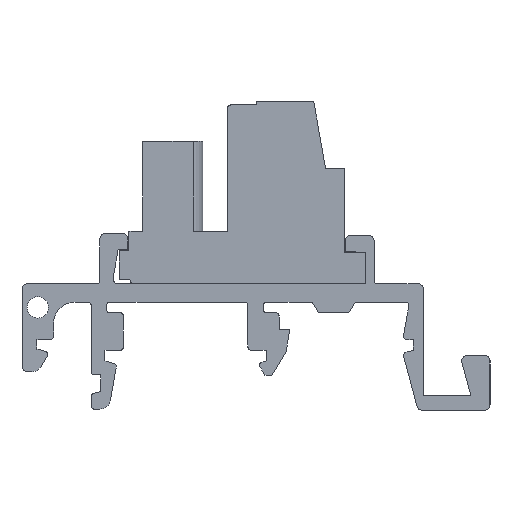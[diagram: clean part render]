
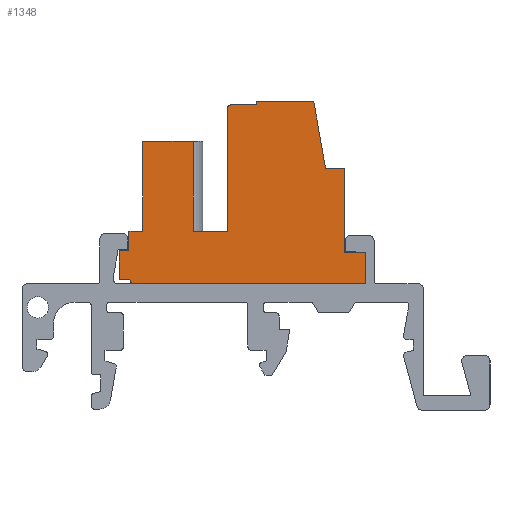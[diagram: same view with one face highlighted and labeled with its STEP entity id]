
A CAD part, left-side view. The second image highlights one B-rep face of the part: STEP entity #1348.
In plain terms, the highlighted planar face has unit normal (-1, 0, 0).
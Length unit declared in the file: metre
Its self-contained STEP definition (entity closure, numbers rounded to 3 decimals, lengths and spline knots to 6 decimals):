
#1348=ADVANCED_FACE('',(#3118),#3119,.F.);
#3118=FACE_OUTER_BOUND('',#5307,.T.);
#3119=PLANE('',#5308);
#5307=EDGE_LOOP('',(#9436,#9437,#9438,#9439,#9440,#9441,#9442,#9443,#9444,#9445,#9446,#9447,#9448,#9449,#9450,#9451,#9452,#9453,#9454,#9455,#9456));
#5308=AXIS2_PLACEMENT_3D('',#9457,#9458,#9459);
#9436=ORIENTED_EDGE('',*,*,#13799,.F.);
#9437=ORIENTED_EDGE('',*,*,#14344,.T.);
#9438=ORIENTED_EDGE('',*,*,#14345,.T.);
#9439=ORIENTED_EDGE('',*,*,#14346,.F.);
#9440=ORIENTED_EDGE('',*,*,#13150,.T.);
#9441=ORIENTED_EDGE('',*,*,#14341,.T.);
#9442=ORIENTED_EDGE('',*,*,#13364,.F.);
#9443=ORIENTED_EDGE('',*,*,#12775,.F.);
#9444=ORIENTED_EDGE('',*,*,#14347,.F.);
#9445=ORIENTED_EDGE('',*,*,#14348,.T.);
#9446=ORIENTED_EDGE('',*,*,#14349,.F.);
#9447=ORIENTED_EDGE('',*,*,#14223,.F.);
#9448=ORIENTED_EDGE('',*,*,#14350,.F.);
#9449=ORIENTED_EDGE('',*,*,#14351,.F.);
#9450=ORIENTED_EDGE('',*,*,#14325,.T.);
#9451=ORIENTED_EDGE('',*,*,#14338,.F.);
#9452=ORIENTED_EDGE('',*,*,#14203,.F.);
#9453=ORIENTED_EDGE('',*,*,#14352,.T.);
#9454=ORIENTED_EDGE('',*,*,#14353,.F.);
#9455=ORIENTED_EDGE('',*,*,#14354,.T.);
#9456=ORIENTED_EDGE('',*,*,#13311,.T.);
#9457=CARTESIAN_POINT('',(0.032709,0.18105,0.089516));
#9458=DIRECTION('',(1.0,0.,0.));
#9459=DIRECTION('',(0.,1.0,0.0));
#12775=EDGE_CURVE('',#15235,#15237,#15238,.T.);
#13150=EDGE_CURVE('',#15896,#15897,#15898,.T.);
#13311=EDGE_CURVE('',#16168,#16172,#16174,.T.);
#13364=EDGE_CURVE('',#15237,#16260,#16261,.T.);
#13799=EDGE_CURVE('',#16968,#16172,#16970,.T.);
#14203=EDGE_CURVE('',#17577,#17579,#17580,.T.);
#14223=EDGE_CURVE('',#17607,#17602,#17609,.T.);
#14325=EDGE_CURVE('',#17766,#17764,#17767,.T.);
#14338=EDGE_CURVE('',#17579,#17764,#17784,.T.);
#14341=EDGE_CURVE('',#15897,#16260,#17787,.T.);
#14344=EDGE_CURVE('',#16968,#17790,#17791,.T.);
#14345=EDGE_CURVE('',#17790,#17792,#17793,.T.);
#14346=EDGE_CURVE('',#15896,#17792,#17794,.T.);
#14347=EDGE_CURVE('',#17795,#15235,#17796,.T.);
#14348=EDGE_CURVE('',#17795,#17797,#17798,.T.);
#14349=EDGE_CURVE('',#17602,#17797,#17799,.T.);
#14350=EDGE_CURVE('',#17800,#17607,#17801,.T.);
#14351=EDGE_CURVE('',#17766,#17800,#17802,.T.);
#14352=EDGE_CURVE('',#17577,#17803,#17804,.T.);
#14353=EDGE_CURVE('',#17805,#17803,#17806,.T.);
#14354=EDGE_CURVE('',#17805,#16168,#17807,.T.);
#15235=VERTEX_POINT('',#18871);
#15237=VERTEX_POINT('',#18874);
#15238=LINE('',#18875,#18876);
#15896=VERTEX_POINT('',#19799);
#15897=VERTEX_POINT('',#19800);
#15898=LINE('',#19801,#19802);
#16168=VERTEX_POINT('',#20197);
#16172=VERTEX_POINT('',#20203);
#16174=LINE('',#20206,#20207);
#16260=VERTEX_POINT('',#20327);
#16261=LINE('',#20328,#20329);
#16968=VERTEX_POINT('',#21316);
#16970=CIRCLE('',#21319,0.0004);
#17577=VERTEX_POINT('',#22171);
#17579=VERTEX_POINT('',#22174);
#17580=LINE('',#22175,#22176);
#17602=VERTEX_POINT('',#22210);
#17607=VERTEX_POINT('',#22217);
#17609=LINE('',#22220,#22221);
#17764=VERTEX_POINT('',#22435);
#17766=VERTEX_POINT('',#22438);
#17767=LINE('',#22439,#22440);
#17784=LINE('',#22461,#22462);
#17787=LINE('',#22466,#22467);
#17790=VERTEX_POINT('',#22470);
#17791=LINE('',#22471,#22472);
#17792=VERTEX_POINT('',#22473);
#17793=LINE('',#22474,#22475);
#17794=LINE('',#22476,#22477);
#17795=VERTEX_POINT('',#22478);
#17796=LINE('',#22479,#22480);
#17797=VERTEX_POINT('',#22481);
#17798=LINE('',#22482,#22483);
#17799=CIRCLE('',#22484,0.0003);
#17800=VERTEX_POINT('',#22485);
#17801=LINE('',#22486,#22487);
#17802=LINE('',#22488,#22489);
#17803=VERTEX_POINT('',#22490);
#17804=LINE('',#22491,#22492);
#17805=VERTEX_POINT('',#22493);
#17806=LINE('',#22494,#22495);
#17807=LINE('',#22496,#22497);
#18871=CARTESIAN_POINT('',(0.032709,0.1701,0.104516));
#18874=CARTESIAN_POINT('',(0.032709,0.164784,0.104516));
#18875=CARTESIAN_POINT('',(0.032709,0.16195,0.104516));
#18876=VECTOR('',#23957,1.0);
#19799=CARTESIAN_POINT('',(0.032709,0.16195,0.090416));
#19800=CARTESIAN_POINT('',(0.032709,0.16195,0.098266));
#19801=CARTESIAN_POINT('',(0.032709,0.16195,0.089516));
#19802=VECTOR('',#24325,1.0);
#20197=CARTESIAN_POINT('',(0.032709,0.18295,0.087916));
#20203=CARTESIAN_POINT('',(0.032709,0.18195,0.087916));
#20206=CARTESIAN_POINT('',(0.032709,0.18105,0.087916));
#20207=VECTOR('',#24477,1.0);
#20327=CARTESIAN_POINT('',(0.032709,0.163682,0.098266));
#20328=CARTESIAN_POINT('',(0.032709,0.164699,0.104032));
#20329=VECTOR('',#24539,1.0);
#21316=CARTESIAN_POINT('',(0.032709,0.18155,0.087516));
#21319=AXIS2_PLACEMENT_3D('',#25015,#25016,#25017);
#22171=CARTESIAN_POINT('',(0.032709,0.18205,0.092416));
#22174=CARTESIAN_POINT('',(0.032709,0.18075,0.092416));
#22175=CARTESIAN_POINT('',(0.032709,0.17495,0.092416));
#22176=VECTOR('',#25528,1.0);
#22210=CARTESIAN_POINT('',(0.032709,0.17285,0.103916));
#22217=CARTESIAN_POINT('',(0.032709,0.17285,0.092416));
#22220=CARTESIAN_POINT('',(0.032709,0.17285,0.089516));
#22221=VECTOR('',#25544,1.0);
#22435=CARTESIAN_POINT('',(0.032709,0.18075,0.100816));
#22438=CARTESIAN_POINT('',(0.032709,0.17605,0.100816));
#22439=CARTESIAN_POINT('',(0.032709,0.18085,0.100816));
#22440=VECTOR('',#25653,1.0);
#22461=CARTESIAN_POINT('',(0.032709,0.18075,0.089516));
#22462=VECTOR('',#25670,1.0);
#22466=CARTESIAN_POINT('',(0.032709,0.16195,0.098266));
#22467=VECTOR('',#25672,1.0);
#22470=CARTESIAN_POINT('',(0.032709,0.15995,0.087516));
#22471=CARTESIAN_POINT('',(0.032709,0.18195,0.087516));
#22472=VECTOR('',#25676,1.0);
#22473=CARTESIAN_POINT('',(0.032709,0.15995,0.090416));
#22474=CARTESIAN_POINT('',(0.032709,0.15995,0.087616));
#22475=VECTOR('',#25677,1.0);
#22476=CARTESIAN_POINT('',(0.032709,0.18105,0.090416));
#22477=VECTOR('',#25678,1.0);
#22478=CARTESIAN_POINT('',(0.032709,0.1701,0.104216));
#22479=CARTESIAN_POINT('',(0.032709,0.1701,0.104215));
#22480=VECTOR('',#25679,1.0);
#22481=CARTESIAN_POINT('',(0.032709,0.17255,0.104216));
#22482=CARTESIAN_POINT('',(0.032709,0.16195,0.104216));
#22483=VECTOR('',#25680,1.0);
#22484=AXIS2_PLACEMENT_3D('',#25681,#25682,#25683);
#22485=CARTESIAN_POINT('',(0.032709,0.17605,0.092416));
#22486=CARTESIAN_POINT('',(0.032709,0.17495,0.092416));
#22487=VECTOR('',#25684,1.0);
#22488=CARTESIAN_POINT('',(0.032709,0.17605,0.089516));
#22489=VECTOR('',#25685,1.0);
#22490=CARTESIAN_POINT('',(0.032709,0.18205,0.090616));
#22491=CARTESIAN_POINT('',(0.032709,0.18205,0.090616));
#22492=VECTOR('',#25686,1.0);
#22493=CARTESIAN_POINT('',(0.032709,0.18295,0.090616));
#22494=CARTESIAN_POINT('',(0.032709,0.18195,0.090616));
#22495=VECTOR('',#25687,1.0);
#22496=CARTESIAN_POINT('',(0.032709,0.18295,0.104416));
#22497=VECTOR('',#25688,1.0);
#23957=DIRECTION('',(0.,-1.0,0.));
#24325=DIRECTION('',(0.,0.,1.0));
#24477=DIRECTION('',(0.,-1.0,0.0));
#24539=DIRECTION('',(0.,-0.174,-0.985));
#25015=CARTESIAN_POINT('',(0.032709,0.18155,0.087916));
#25016=DIRECTION('',(1.0,0.,0.));
#25017=DIRECTION('',(0.,0.,1.0));
#25528=DIRECTION('',(0.,-1.0,0.));
#25544=DIRECTION('',(0.,0.,1.0));
#25653=DIRECTION('',(0.,1.0,0.));
#25670=DIRECTION('',(0.,0.,1.0));
#25672=DIRECTION('',(0.,1.0,0.));
#25676=DIRECTION('',(0.,-1.0,0.));
#25677=DIRECTION('',(0.,0.,1.0));
#25678=DIRECTION('',(0.,-1.0,0.0));
#25679=DIRECTION('',(0.,0.,1.0));
#25680=DIRECTION('',(0.,1.0,0.));
#25681=CARTESIAN_POINT('',(0.032709,0.17255,0.103916));
#25682=DIRECTION('',(1.0,0.,0.));
#25683=DIRECTION('',(0.,0.,1.0));
#25684=DIRECTION('',(0.,-1.0,0.));
#25685=DIRECTION('',(0.,0.,-1.0));
#25686=DIRECTION('',(0.,0.,-1.0));
#25687=DIRECTION('',(0.,-1.0,0.));
#25688=DIRECTION('',(0.,0.,-1.0));
